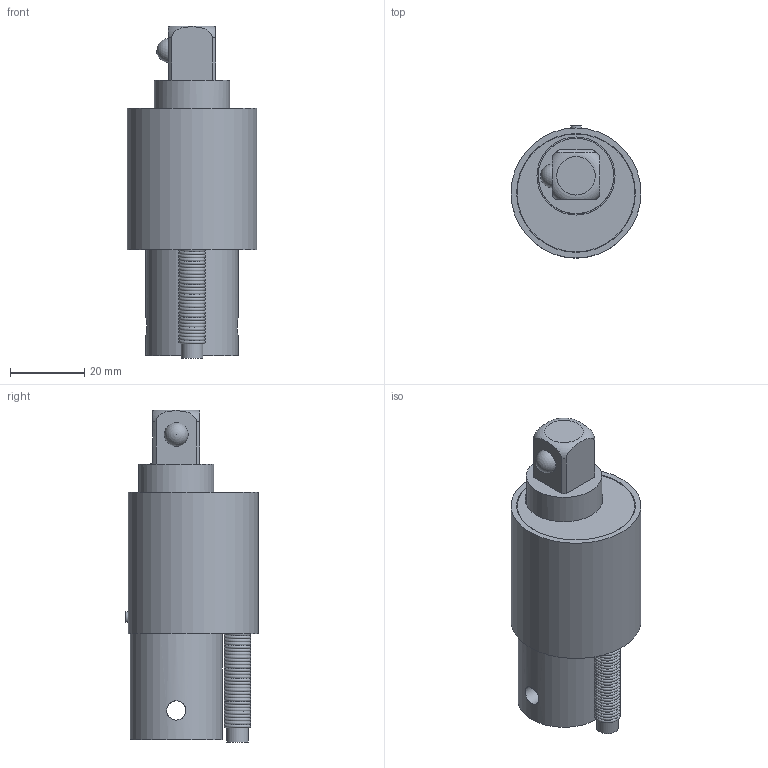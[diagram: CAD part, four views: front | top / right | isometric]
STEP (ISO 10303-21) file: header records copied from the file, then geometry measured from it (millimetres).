
FILE_DESCRIPTION((''),'2;1');
FILE_NAME('TAT420.stp','2011-02-08T15:54:39',('thomasl'),(''),'Autodesk Inventor 2011','Autodesk Inventor 2011','');
FILE_SCHEMA(('AUTOMOTIVE_DESIGN { 1 0 10303 214 1 1 1 1 }'));
Length unit declared in the file: inch
Products named in the file (2): TAT420 (SubstituteLevelofDetail1); TAT420_Substitute_1
Assembly tree (1 placements, depth 2):
  TAT420 (SubstituteLevelofDetail1)
    TAT420_Substitute_1
Bounding box: 35.05 x 35.69 x 89.53 mm (x, y, z)
Volume: 41202.4 mm3; surface area: 19255.8 mm2
Topology: 2 solids, 2 shells, 101 faces, 221 edges, 137 vertices
Faces by surface type: torus 38, plane 33, cylinder 23, cone 5, sphere 2
Full cylindrical faces by diameter (mm): 2.845 x1, 3.277 x1, 5.08 x1, 5.182 x2, 5.842 x1, 6.426 x1, 20.32 x1, 21.082 x1, 21.742 x1, 21.768 x1, 24.892 x1, 31.242 x1, 31.75 x1, 32.004 x1, 35.052 x1
Entity records: 2766 total; most frequent: CARTESIAN_POINT 692, DIRECTION 413, ORIENTED_EDGE 290, AXIS2_PLACEMENT_3D 187, EDGE_LOOP 181, EDGE_CURVE 145, VERTEX_POINT 121, STYLED_ITEM 102
